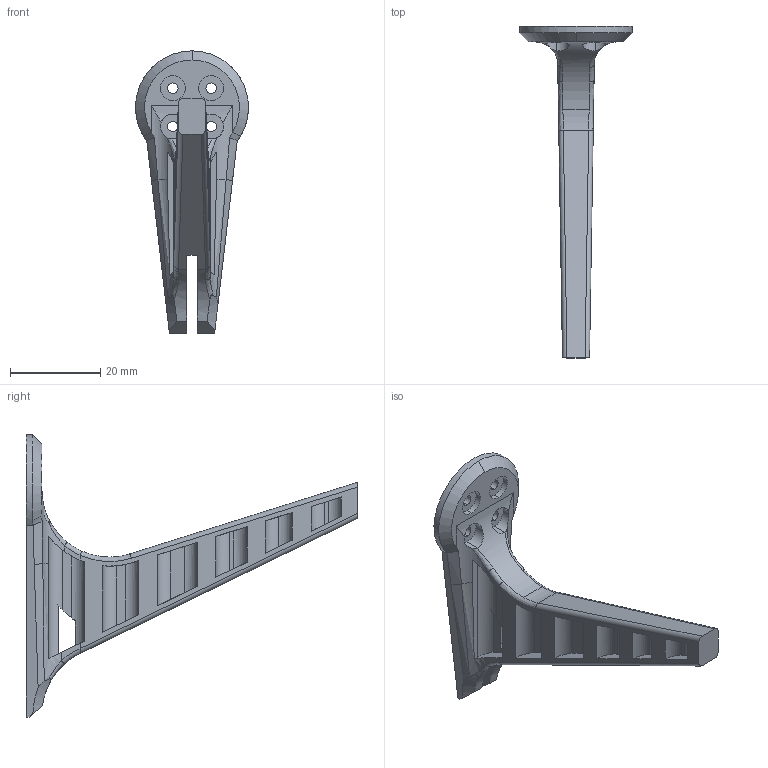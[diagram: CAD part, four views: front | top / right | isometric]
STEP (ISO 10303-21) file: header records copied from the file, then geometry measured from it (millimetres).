
FILE_DESCRIPTION (( 'STEP AP203' ), '1' );
FILE_NAME ('d5.1.STEP', '2021-12-04T13:06:57', ( '' ), ( '' ), 'SwSTEP 2.0', 'SolidWorks 2021', '' );
FILE_SCHEMA (( 'CONFIG_CONTROL_DESIGN' ));
Length unit declared in the file: millimetre
Products named in the file (1): d5.1
Bounding box: 24.98 x 73.5 x 62.5 mm (x, y, z)
Volume: 8722.6 mm3; surface area: 6553.2 mm2
Topology: 1 solids, 1 shells, 135 faces, 367 edges, 242 vertices
Faces by surface type: cylinder 57, plane 56, bspline 16, torus 4, cone 2
Entity records: 5397 total; most frequent: CARTESIAN_POINT 2208, ORIENTED_EDGE 734, DIRECTION 532, EDGE_CURVE 367, VERTEX_POINT 242, AXIS2_PLACEMENT_3D 183, VECTOR 166, LINE 166
